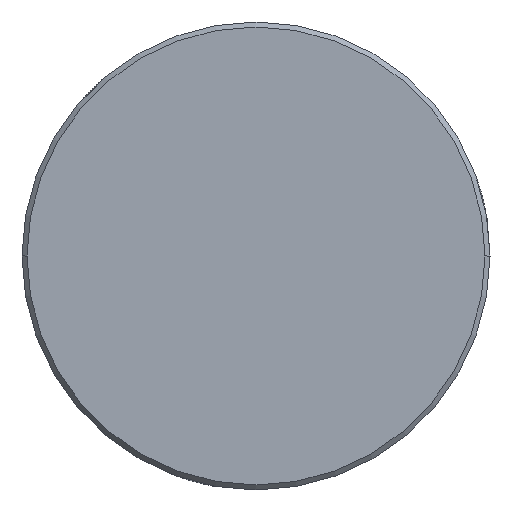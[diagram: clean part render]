
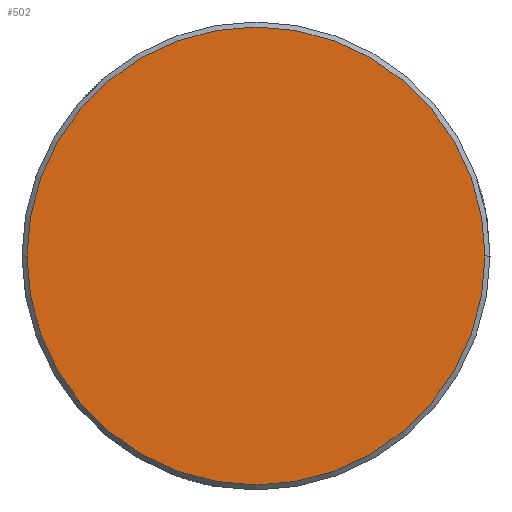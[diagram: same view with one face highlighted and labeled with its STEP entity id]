
A CAD part, left-side view. The second image highlights one B-rep face of the part: STEP entity #502.
In plain terms, the highlighted planar face has unit normal (-1, 0, 0).
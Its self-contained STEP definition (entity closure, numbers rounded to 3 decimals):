
#24 = CIRCLE ( 'NONE', #934, 13.7 ) ;
#132 = VERTEX_POINT ( 'NONE', #1094 ) ;
#138 = DIRECTION ( 'NONE',  ( -1., 0., 0. ) ) ;
#210 = CARTESIAN_POINT ( 'NONE',  ( -52.25, 0., 0. ) ) ;
#227 = PLANE ( 'NONE',  #410 ) ;
#320 = ORIENTED_EDGE ( 'NONE', *, *, #447, .T. ) ;
#331 = CARTESIAN_POINT ( 'NONE',  ( -52.25, -13.7, 0. ) ) ;
#360 = FACE_OUTER_BOUND ( 'NONE', #492, .T. ) ;
#410 = AXIS2_PLACEMENT_3D ( 'NONE', #1128, #856, #681 ) ;
#447 = EDGE_CURVE ( 'NONE', #132, #1143, #843, .T. ) ;
#492 = EDGE_LOOP ( 'NONE', ( #320, #1005 ) ) ;
#502 = ADVANCED_FACE ( 'NONE', ( #360 ), #227, .T. ) ;
#555 = DIRECTION ( 'NONE',  ( 0., 1., 0. ) ) ;
#681 = DIRECTION ( 'NONE',  ( 0., 0., 1. ) ) ;
#762 = AXIS2_PLACEMENT_3D ( 'NONE', #210, #138, #555 ) ;
#776 = DIRECTION ( 'NONE',  ( -1., 0., 0. ) ) ;
#787 = CARTESIAN_POINT ( 'NONE',  ( -52.25, 0., 0. ) ) ;
#843 = CIRCLE ( 'NONE', #762, 13.7 ) ;
#856 = DIRECTION ( 'NONE',  ( -1., 0., 0. ) ) ;
#934 = AXIS2_PLACEMENT_3D ( 'NONE', #787, #776, #949 ) ;
#949 = DIRECTION ( 'NONE',  ( 0., 1., 0. ) ) ;
#1005 = ORIENTED_EDGE ( 'NONE', *, *, #1171, .T. ) ;
#1094 = CARTESIAN_POINT ( 'NONE',  ( -52.25, 13.7, 0. ) ) ;
#1128 = CARTESIAN_POINT ( 'NONE',  ( -52.25, -13.864, -13.864 ) ) ;
#1143 = VERTEX_POINT ( 'NONE', #331 ) ;
#1171 = EDGE_CURVE ( 'NONE', #1143, #132, #24, .T. ) ;
